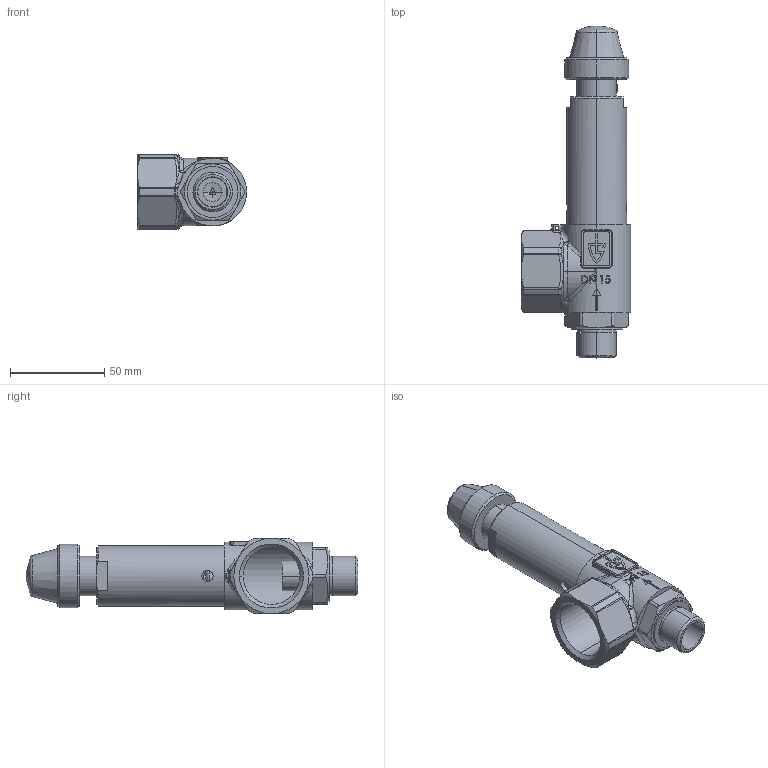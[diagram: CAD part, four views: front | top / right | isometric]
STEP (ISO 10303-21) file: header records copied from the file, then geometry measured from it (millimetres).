
FILE_DESCRIPTION (( 'STEP AP214' ), '1' );
FILE_NAME ('851bXK_15_MF_1525 HD.STEP', '2019-08-23T08:01:06', ( '' ), ( '' ), 'SwSTEP 2.0', 'SolidWorks 2018', '' );
FILE_SCHEMA (( 'AUTOMOTIVE_DESIGN' ));
Length unit declared in the file: millimetre
Products named in the file (1): 851bXK_15_MF_1525 HD
Bounding box: 58 x 176.5 x 40 mm (x, y, z)
Surface area: 35272.1 mm2 (no closed solid volume)
Topology: 0 solids, 8 shells, 420 faces, 1240 edges, 793 vertices
Faces by surface type: bspline 119, plane 117, cylinder 107, cone 37, torus 22, sphere 18
Entity records: 25691 total; most frequent: CARTESIAN_POINT 11106, ORIENTED_EDGE 2194, DIRECTION 1788, EDGE_CURVE 1232, VERTEX_POINT 793, AXIS2_PLACEMENT_3D 687, EDGE_LOOP 447, UNCERTAINTY_MEASURE_WITH_UNIT 422
